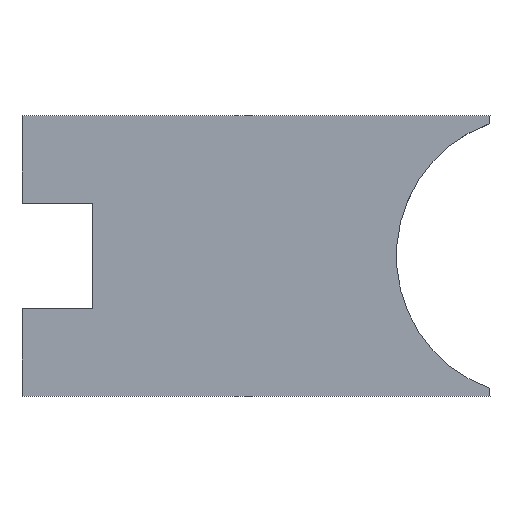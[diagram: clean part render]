
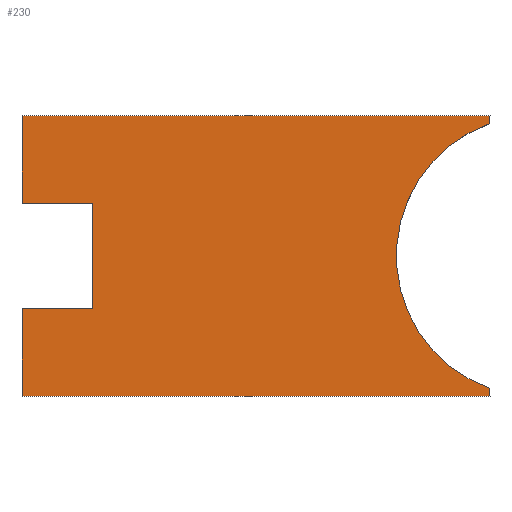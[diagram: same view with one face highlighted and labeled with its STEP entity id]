
A CAD part, top view. The second image highlights one B-rep face of the part: STEP entity #230.
In plain terms, the highlighted planar face has unit normal (0, 0, 1).
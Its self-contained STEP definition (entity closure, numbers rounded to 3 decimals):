
#27=FACE_OUTER_BOUND('',#39,.T.);
#39=EDGE_LOOP('',(#198,#199,#200,#201,#202,#203,#204,#205,#206,#207));
#41=CIRCLE('',#263,6.);
#51=LINE('',#348,#79);
#54=LINE('',#353,#82);
#56=LINE('',#357,#84);
#58=LINE('',#361,#86);
#60=LINE('',#365,#88);
#62=LINE('',#369,#90);
#64=LINE('',#373,#92);
#66=LINE('',#377,#94);
#68=LINE('',#381,#96);
#79=VECTOR('',#282,10.);
#82=VECTOR('',#287,10.);
#84=VECTOR('',#291,10.);
#86=VECTOR('',#295,10.);
#88=VECTOR('',#299,10.);
#90=VECTOR('',#303,10.);
#92=VECTOR('',#307,10.);
#94=VECTOR('',#311,10.);
#96=VECTOR('',#315,10.);
#108=VERTEX_POINT('',#346);
#109=VERTEX_POINT('',#347);
#110=VERTEX_POINT('',#352);
#111=VERTEX_POINT('',#356);
#112=VERTEX_POINT('',#360);
#113=VERTEX_POINT('',#364);
#114=VERTEX_POINT('',#368);
#115=VERTEX_POINT('',#372);
#116=VERTEX_POINT('',#376);
#117=VERTEX_POINT('',#380);
#128=EDGE_CURVE('',#108,#109,#51,.T.);
#131=EDGE_CURVE('',#109,#110,#54,.T.);
#133=EDGE_CURVE('',#110,#111,#56,.T.);
#135=EDGE_CURVE('',#111,#112,#58,.T.);
#137=EDGE_CURVE('',#112,#113,#60,.T.);
#139=EDGE_CURVE('',#113,#114,#62,.T.);
#141=EDGE_CURVE('',#114,#115,#64,.T.);
#143=EDGE_CURVE('',#115,#116,#66,.T.);
#145=EDGE_CURVE('',#116,#117,#68,.T.);
#147=EDGE_CURVE('',#117,#108,#41,.T.);
#198=ORIENTED_EDGE('',*,*,#128,.F.);
#199=ORIENTED_EDGE('',*,*,#147,.F.);
#200=ORIENTED_EDGE('',*,*,#145,.F.);
#201=ORIENTED_EDGE('',*,*,#143,.F.);
#202=ORIENTED_EDGE('',*,*,#141,.F.);
#203=ORIENTED_EDGE('',*,*,#139,.F.);
#204=ORIENTED_EDGE('',*,*,#137,.F.);
#205=ORIENTED_EDGE('',*,*,#135,.F.);
#206=ORIENTED_EDGE('',*,*,#133,.F.);
#207=ORIENTED_EDGE('',*,*,#131,.F.);
#218=PLANE('',#264);
#230=ADVANCED_FACE('',(#27),#218,.T.);
#263=AXIS2_PLACEMENT_3D('',#384,#319,#320);
#264=AXIS2_PLACEMENT_3D('',#385,#321,#322);
#282=DIRECTION('',(0.,-1.,0.));
#287=DIRECTION('',(-1.,0.,0.));
#291=DIRECTION('',(0.,1.,0.));
#295=DIRECTION('',(1.,0.,0.));
#299=DIRECTION('',(0.,1.,0.));
#303=DIRECTION('',(-1.,0.,0.));
#307=DIRECTION('',(0.,1.,0.));
#311=DIRECTION('',(1.,0.,0.));
#315=DIRECTION('',(0.,-1.,0.));
#319=DIRECTION('center_axis',(0.,0.,1.));
#320=DIRECTION('ref_axis',(-0.333,0.943,0.));
#321=DIRECTION('center_axis',(0.,0.,1.));
#322=DIRECTION('ref_axis',(1.,0.,0.));
#346=CARTESIAN_POINT('',(-2.,-5.657,2.));
#347=CARTESIAN_POINT('',(-2.,-6.,2.));
#348=CARTESIAN_POINT('',(-2.,-5.657,2.));
#352=CARTESIAN_POINT('',(-22.,-6.,2.));
#353=CARTESIAN_POINT('',(-2.,-6.,2.));
#356=CARTESIAN_POINT('',(-22.,-2.25,2.));
#357=CARTESIAN_POINT('',(-22.,-6.,2.));
#360=CARTESIAN_POINT('',(-19.,-2.25,2.));
#361=CARTESIAN_POINT('',(-22.,-2.25,2.));
#364=CARTESIAN_POINT('',(-19.,2.25,2.));
#365=CARTESIAN_POINT('',(-19.,-2.25,2.));
#368=CARTESIAN_POINT('',(-22.,2.25,2.));
#369=CARTESIAN_POINT('',(-19.,2.25,2.));
#372=CARTESIAN_POINT('',(-22.,6.,2.));
#373=CARTESIAN_POINT('',(-22.,2.25,2.));
#376=CARTESIAN_POINT('',(-2.,6.,2.));
#377=CARTESIAN_POINT('',(-22.,6.,2.));
#380=CARTESIAN_POINT('',(-2.,5.657,2.));
#381=CARTESIAN_POINT('',(-2.,6.,2.));
#384=CARTESIAN_POINT('Origin',(0.,0.,2.));
#385=CARTESIAN_POINT('Origin',(-12.51,0.,2.));
